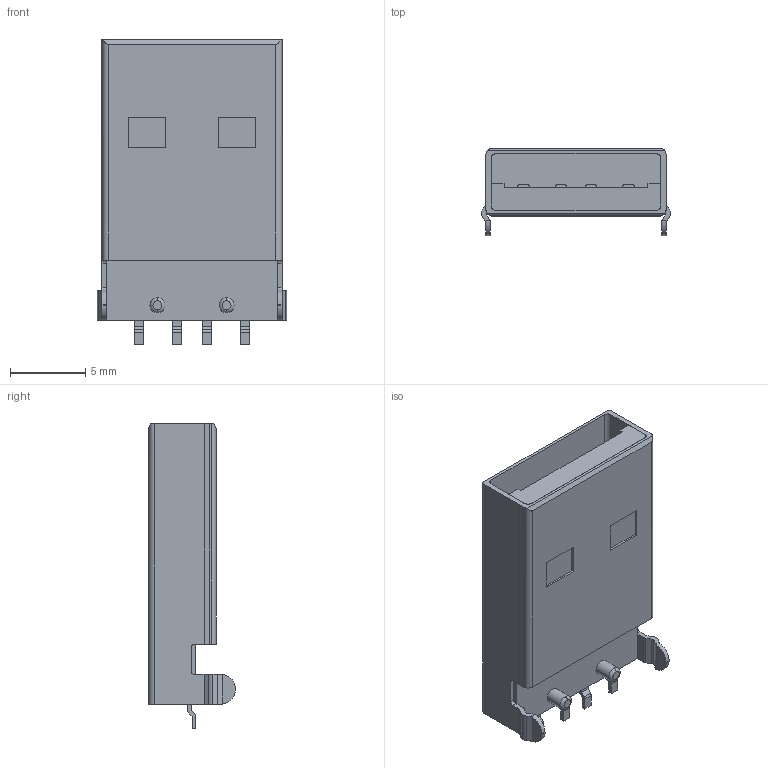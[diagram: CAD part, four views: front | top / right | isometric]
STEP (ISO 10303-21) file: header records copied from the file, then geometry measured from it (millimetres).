
FILE_DESCRIPTION(('STEP AP214'),'1');
FILE_NAME(' ',' ',('TraceParts'),('TraceParts S.A.'),'XStep 1.0',' ',' ');
FILE_SCHEMA(('automotive_design'));
Length unit declared in the file: millimetre
Products named in the file (1): 1
Bounding box: 12.61 x 5.8 x 20.3 mm (x, y, z)
Volume: 592.3 mm3; surface area: 1149 mm2
Topology: 1 solids, 1 shells, 196 faces, 555 edges, 370 vertices
Faces by surface type: plane 123, cylinder 69, torus 4
Entity records: 12620 total; most frequent: CARTESIAN_POINT 1162, STYLED_ITEM 1121, PRESENTATION_STYLE_ASSIGNMENT 1121, COLOUR_RGB 1121, ORIENTED_EDGE 1110, DIRECTION 1101, EDGE_CURVE 555, CURVE_STYLE 555
